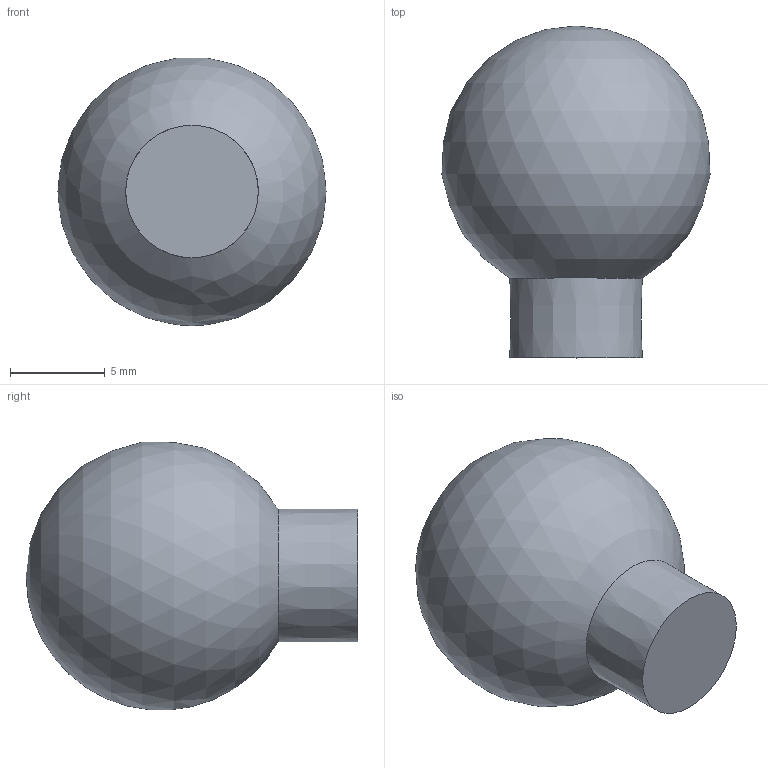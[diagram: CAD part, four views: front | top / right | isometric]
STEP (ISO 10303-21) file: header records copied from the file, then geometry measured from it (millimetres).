
FILE_DESCRIPTION(/* description */ (''),/* implementation_level */ '2;1');
FILE_NAME(/* name */ 'universal-ball v2.step',/* time_stamp */ '2021-12-02T17:36:34-05:00',/* author */ (''),/* organization */ (''),/* preprocessor_version */ 'ST-DEVELOPER v18.1',/* originating_system */ 'Autodesk Translation Framework v10.10.0.1391',/* authorisation */ '');
FILE_SCHEMA (('AUTOMOTIVE_DESIGN { 1 0 10303 214 3 1 1 }'));
Length unit declared in the file: millimetre
Products named in the file (1): universal-ball
Bounding box: 14.16 x 17.53 x 14.15 mm (x, y, z)
Volume: 1653.5 mm3; surface area: 726.4 mm2
Topology: 1 solids, 1 shells, 3 faces, 6 edges, 4 vertices
Faces by surface type: plane 1, sphere 1, cone 1
Entity records: 143 total; most frequent: CARTESIAN_POINT 50, DIRECTION 13, ORIENTED_EDGE 10, AXIS2_PLACEMENT_3D 6, EDGE_CURVE 5, VERTEX_POINT 4, FACE_OUTER_BOUND 3, EDGE_LOOP 3
